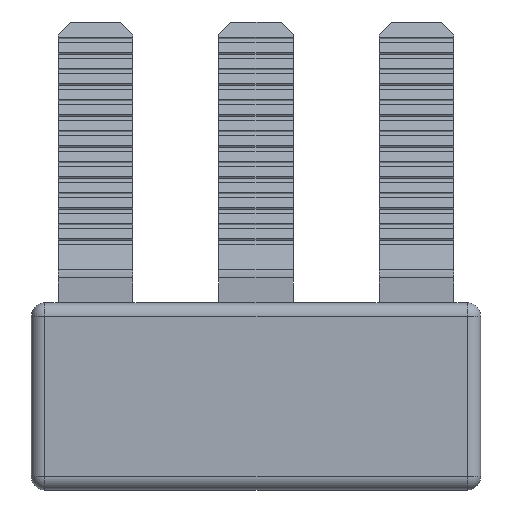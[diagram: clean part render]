
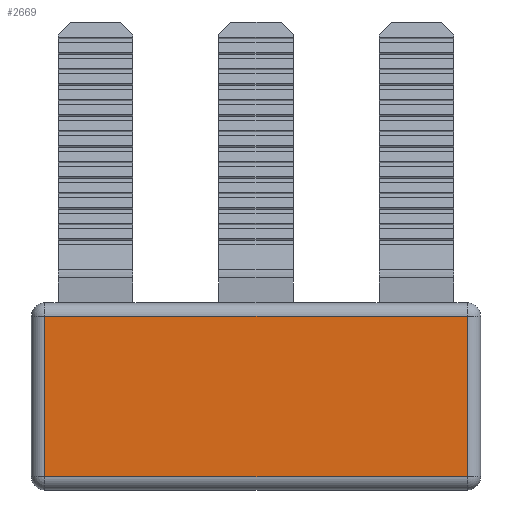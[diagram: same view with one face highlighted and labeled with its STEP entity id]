
A CAD part, front view. The second image highlights one B-rep face of the part: STEP entity #2669.
In plain terms, the highlighted planar face has unit normal (0, -1, 0).
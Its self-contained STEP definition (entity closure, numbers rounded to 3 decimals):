
#450 = EDGE_CURVE ( 'NONE', #3880, #4985, #11297, .T. ) ;
#546 = AXIS2_PLACEMENT_3D ( 'NONE', #582, #8807, #5784 ) ;
#582 = CARTESIAN_POINT ( 'NONE',  ( 0., -1.1, 0. ) ) ;
#893 = ORIENTED_EDGE ( 'NONE', *, *, #6101, .T. ) ;
#1024 = LINE ( 'NONE', #5039, #12369 ) ;
#1882 = CARTESIAN_POINT ( 'NONE',  ( -13.1, -1.1, -0.353 ) ) ;
#2494 = EDGE_CURVE ( 'NONE', #2559, #12938, #6981, .T. ) ;
#2559 = VERTEX_POINT ( 'NONE', #8343 ) ;
#2615 = PLANE ( 'NONE',  #546 ) ;
#2647 = EDGE_CURVE ( 'NONE', #12938, #3880, #4394, .T. ) ;
#2669 = ADVANCED_FACE ( 'NONE', ( #4668 ), #2615, .F. ) ;
#3880 = VERTEX_POINT ( 'NONE', #11582 ) ;
#4394 = LINE ( 'NONE', #6245, #6853 ) ;
#4668 = FACE_OUTER_BOUND ( 'NONE', #8283, .T. ) ;
#4985 = VERTEX_POINT ( 'NONE', #10401 ) ;
#5039 = CARTESIAN_POINT ( 'NONE',  ( -28.9, -1.1, 0. ) ) ;
#5327 = CARTESIAN_POINT ( 'NONE',  ( 0., -1.1, 5.647 ) ) ;
#5784 = DIRECTION ( 'NONE',  ( 1., 0., 0. ) ) ;
#6101 = EDGE_CURVE ( 'NONE', #4985, #2559, #1024, .T. ) ;
#6245 = CARTESIAN_POINT ( 'NONE',  ( -13.1, -1.1, 0. ) ) ;
#6272 = ORIENTED_EDGE ( 'NONE', *, *, #450, .T. ) ;
#6853 = VECTOR ( 'NONE', #8473, 1000. ) ;
#6981 = LINE ( 'NONE', #10123, #10199 ) ;
#7184 = ORIENTED_EDGE ( 'NONE', *, *, #2494, .T. ) ;
#8089 = DIRECTION ( 'NONE',  ( 1., 0., 0. ) ) ;
#8283 = EDGE_LOOP ( 'NONE', ( #893, #7184, #10321, #6272 ) ) ;
#8343 = CARTESIAN_POINT ( 'NONE',  ( -28.9, -1.1, -0.353 ) ) ;
#8473 = DIRECTION ( 'NONE',  ( 0., 0., 1. ) ) ;
#8475 = DIRECTION ( 'NONE',  ( -1., 0., 0. ) ) ;
#8807 = DIRECTION ( 'NONE',  ( 0., 1., 0. ) ) ;
#9050 = DIRECTION ( 'NONE',  ( 0., 0., -1. ) ) ;
#10123 = CARTESIAN_POINT ( 'NONE',  ( 0., -1.1, -0.353 ) ) ;
#10190 = VECTOR ( 'NONE', #8475, 1000. ) ;
#10199 = VECTOR ( 'NONE', #8089, 1000. ) ;
#10321 = ORIENTED_EDGE ( 'NONE', *, *, #2647, .T. ) ;
#10401 = CARTESIAN_POINT ( 'NONE',  ( -28.9, -1.1, 5.647 ) ) ;
#11297 = LINE ( 'NONE', #5327, #10190 ) ;
#11582 = CARTESIAN_POINT ( 'NONE',  ( -13.1, -1.1, 5.647 ) ) ;
#12369 = VECTOR ( 'NONE', #9050, 1000. ) ;
#12938 = VERTEX_POINT ( 'NONE', #1882 ) ;
